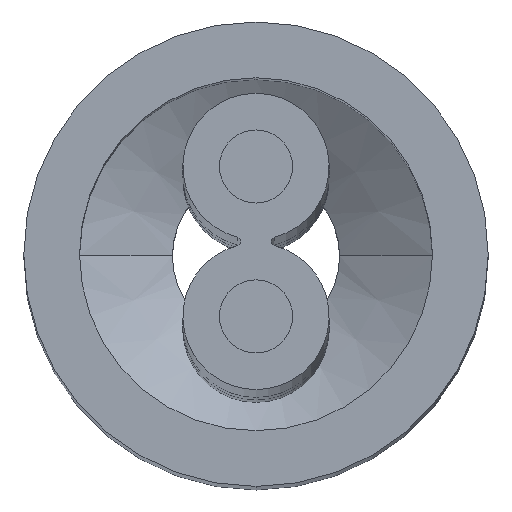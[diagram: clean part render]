
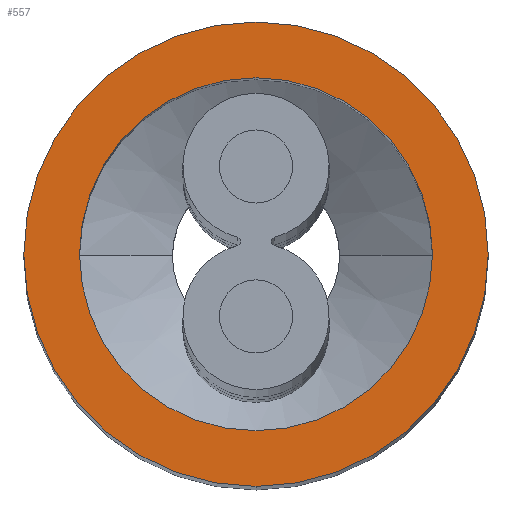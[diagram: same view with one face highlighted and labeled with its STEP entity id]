
A CAD part, top view. The second image highlights one B-rep face of the part: STEP entity #557.
In plain terms, the highlighted face is planar.
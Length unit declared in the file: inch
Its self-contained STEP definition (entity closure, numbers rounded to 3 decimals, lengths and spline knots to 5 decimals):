
#380=CARTESIAN_POINT('',(-0.275,0.,0.));
#381=DIRECTION('',(1.,0.,0.));
#382=DIRECTION('',(0.,0.,-1.));
#383=AXIS2_PLACEMENT_3D('',#380,#381,#382);
#385=CARTESIAN_POINT('',(-0.275,0.,0.));
#386=DIRECTION('',(1.,0.,0.));
#387=DIRECTION('',(0.,0.,1.));
#388=AXIS2_PLACEMENT_3D('',#385,#386,#387);
#390=CARTESIAN_POINT('',(-0.275,0.,0.));
#391=DIRECTION('',(1.,0.,0.));
#392=DIRECTION('',(0.,1.,0.));
#393=AXIS2_PLACEMENT_3D('',#390,#391,#392);
#395=CARTESIAN_POINT('',(-0.275,0.,0.));
#396=DIRECTION('',(1.,0.,0.));
#397=DIRECTION('',(0.,-1.,0.));
#398=AXIS2_PLACEMENT_3D('',#395,#396,#397);
#508=CARTESIAN_POINT('',(-0.275,0.,-0.0625));
#509=CARTESIAN_POINT('',(-0.275,0.,0.0625));
#510=VERTEX_POINT('',#508);
#511=VERTEX_POINT('',#509);
#516=CARTESIAN_POINT('',(-0.275,0.0475,0.));
#517=CARTESIAN_POINT('',(-0.275,-0.0475,0.));
#518=VERTEX_POINT('',#516);
#519=VERTEX_POINT('',#517);
#540=CARTESIAN_POINT('',(-0.275,0.,0.));
#541=DIRECTION('',(1.,0.,0.));
#542=DIRECTION('',(0.,0.,-1.));
#543=AXIS2_PLACEMENT_3D('',#540,#541,#542);
#544=PLANE('',#543);
#546=ORIENTED_EDGE('',*,*,#545,.T.);
#548=ORIENTED_EDGE('',*,*,#547,.T.);
#549=EDGE_LOOP('',(#546,#548));
#550=FACE_OUTER_BOUND('',#549,.F.);
#552=ORIENTED_EDGE('',*,*,#551,.F.);
#554=ORIENTED_EDGE('',*,*,#553,.F.);
#555=EDGE_LOOP('',(#552,#554));
#556=FACE_BOUND('',#555,.F.);
#557=ADVANCED_FACE('',(#550,#556),#544,.F.);
#384=CIRCLE('',#383,0.0625);
#389=CIRCLE('',#388,0.0625);
#394=CIRCLE('',#393,0.0475);
#399=CIRCLE('',#398,0.0475);
#545=EDGE_CURVE('',#510,#511,#384,.T.);
#547=EDGE_CURVE('',#511,#510,#389,.T.);
#551=EDGE_CURVE('',#518,#519,#394,.T.);
#553=EDGE_CURVE('',#519,#518,#399,.T.);
